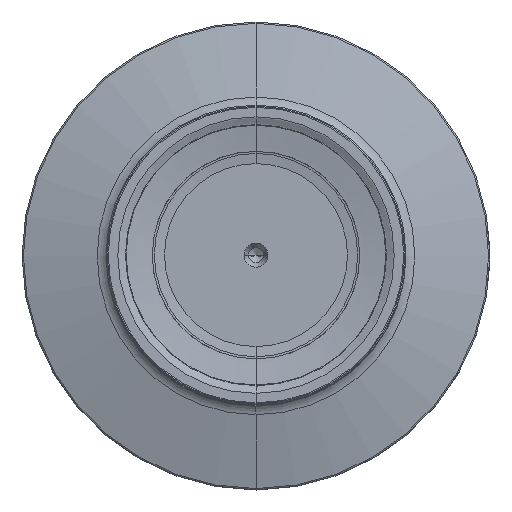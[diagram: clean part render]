
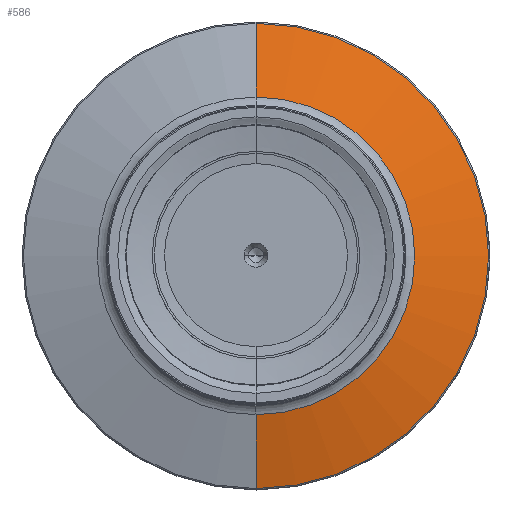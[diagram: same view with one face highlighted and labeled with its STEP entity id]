
A CAD part, top view. The second image highlights one B-rep face of the part: STEP entity #586.
In plain terms, the highlighted conical face has half-angle 75 degrees and reference radius 32.626 mm.
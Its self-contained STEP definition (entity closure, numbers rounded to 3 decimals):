
#95=CARTESIAN_POINT('',(0.,0.,15.706));
#96=DIRECTION('',(0.,0.,1.));
#97=DIRECTION('',(0.,-1.,0.));
#98=AXIS2_PLACEMENT_3D('',#95,#96,#97);
#100=CARTESIAN_POINT('',(0.,0.,12.41));
#101=DIRECTION('',(0.,0.,1.));
#102=DIRECTION('',(0.,-1.,0.));
#103=AXIS2_PLACEMENT_3D('',#100,#101,#102);
#120=DIRECTION('',(0.,0.966,0.259));
#121=VECTOR('',#120,12.738);
#122=CARTESIAN_POINT('',(0.,-38.778,
12.41));
#123=LINE('',#122,#121);
#129=DIRECTION('',(0.,-0.966,0.259));
#130=VECTOR('',#129,12.738);
#131=CARTESIAN_POINT('',(0.,38.778,12.41));
#132=LINE('',#131,#130);
#450=CARTESIAN_POINT('',(0.,38.778,12.41));
#451=CARTESIAN_POINT('',(0.,-38.778,12.41));
#452=VERTEX_POINT('',#450);
#453=VERTEX_POINT('',#451);
#458=CARTESIAN_POINT('',(0.,-26.474,15.706));
#459=CARTESIAN_POINT('',(0.,26.474,15.706));
#460=VERTEX_POINT('',#458);
#461=VERTEX_POINT('',#459);
#572=CARTESIAN_POINT('',(0.,0.,14.058));
#573=DIRECTION('',(0.,0.,-1.));
#574=DIRECTION('',(0.,-1.,0.));
#575=AXIS2_PLACEMENT_3D('',#572,#573,#574);
#576=CONICAL_SURFACE('',#575,32.626,75.);
#578=ORIENTED_EDGE('',*,*,#577,.T.);
#580=ORIENTED_EDGE('',*,*,#579,.F.);
#581=ORIENTED_EDGE('',*,*,#562,.F.);
#583=ORIENTED_EDGE('',*,*,#582,.T.);
#584=EDGE_LOOP('',(#578,#580,#581,#583));
#585=FACE_OUTER_BOUND('',#584,.F.);
#586=ADVANCED_FACE('',(#585),#576,.T.);
#99=CIRCLE('',#98,26.474);
#104=CIRCLE('',#103,38.778);
#562=EDGE_CURVE('',#453,#452,#104,.T.);
#577=EDGE_CURVE('',#460,#461,#99,.T.);
#579=EDGE_CURVE('',#452,#461,#132,.T.);
#582=EDGE_CURVE('',#453,#460,#123,.T.);
